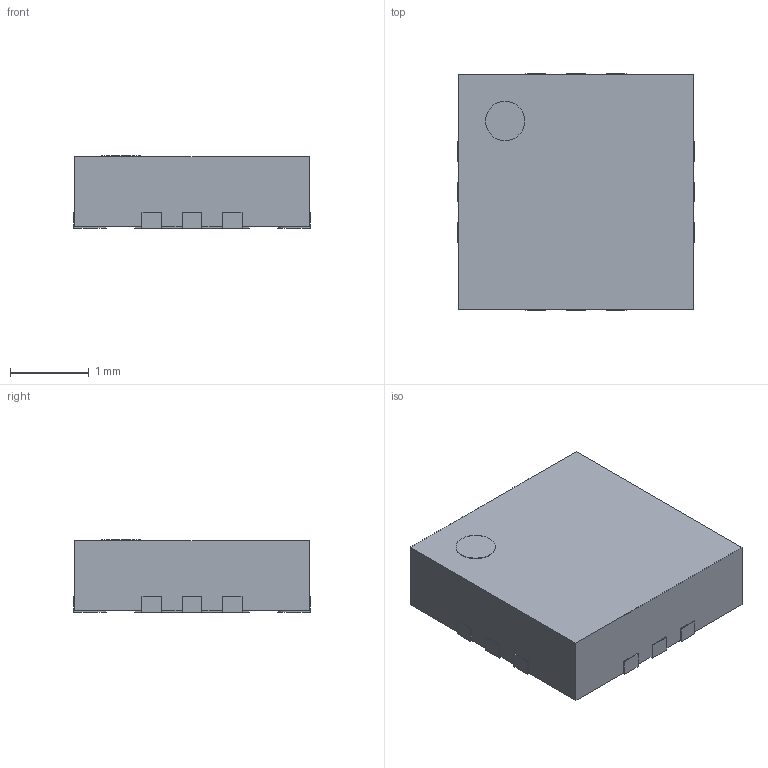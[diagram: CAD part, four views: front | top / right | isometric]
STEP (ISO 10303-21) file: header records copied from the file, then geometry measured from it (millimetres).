
FILE_DESCRIPTION(/* description */ ('model of QFN-12-1EP_3x3mm_P0.51mm_EP1.45x1.45mm'),/* implementation_level */ '2;1');
FILE_NAME(/* name */ 'QFN-12-1EP_3x3mm_P0.51mm_EP1.45x1.45mm.step',/* time_stamp */ '2024-02-14T17:01:58',/* author */ ('KiCAD','kicad'),/* organization */ ('OCCT'),/* preprocessor_version */ '',/* originating_system */ 'KiCAD',/* authorisation */ '');
FILE_SCHEMA(('AUTOMOTIVE_DESIGN { 1 0 10303 214 1 1 1 1 }'));
Length unit declared in the file: millimetre
Products named in the file (1): QFN-12-1EP_3x3mm_P0.51mm_EP1.45x1.45mm
Bounding box: 3 x 3 x 0.92 mm (x, y, z)
Volume: 8 mm3; surface area: 28.9 mm2
Topology: 1 solids, 1 shells, 85 faces, 243 edges, 162 vertices
Faces by surface type: plane 72, cylinder 13
Full cylindrical faces by diameter (mm): 0.5 x1
Entity records: 3531 total; most frequent: CARTESIAN_POINT 491, ORIENTED_EDGE 486, DIRECTION 441, EDGE_CURVE 243, LINE 217, VECTOR 217, VERTEX_POINT 162, AXIS2_PLACEMENT_3D 112
